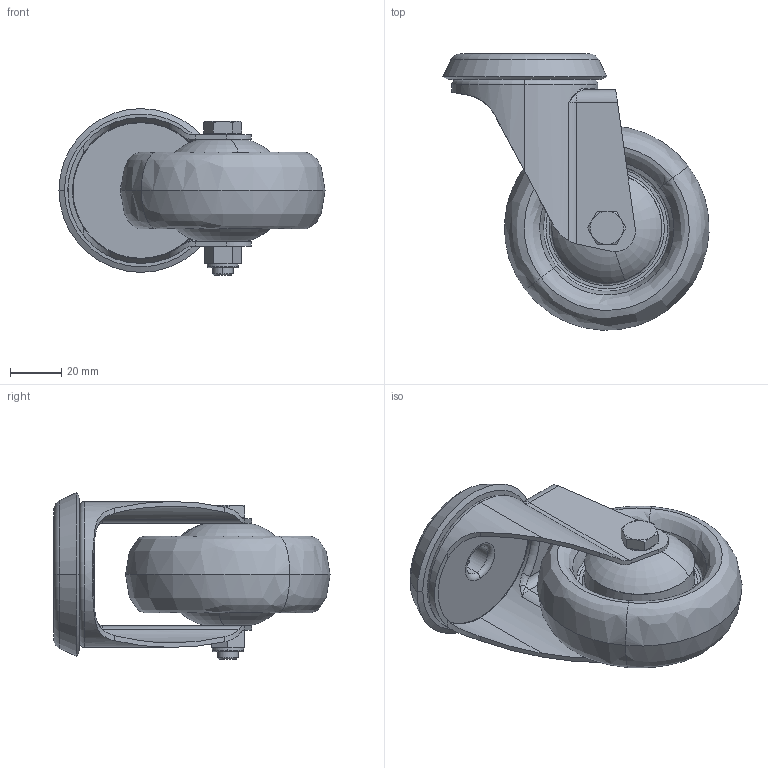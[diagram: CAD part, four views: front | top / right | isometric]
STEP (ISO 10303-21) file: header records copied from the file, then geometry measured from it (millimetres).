
FILE_DESCRIPTION (( 'STEP AP214' ), '1' );
FILE_NAME ('0030137.step', '2022-11-23T09:34:16', ( '' ), ( '' ), 'SwSTEP 2.0', 'SolidWorks 2020', '' );
FILE_SCHEMA (( 'AUTOMOTIVE_DESIGN' ));
Length unit declared in the file: millimetre
Products named in the file (1): 0030137
Bounding box: 103.95 x 107.95 x 65.2 mm (x, y, z)
Volume: 156614.4 mm3; surface area: 69355.5 mm2
Topology: 7 solids, 7 shells, 221 faces, 506 edges, 310 vertices
Faces by surface type: plane 59, cylinder 54, cone 40, bspline 40, torus 28
Entity records: 10186 total; most frequent: CARTESIAN_POINT 2793, DIRECTION 1054, ORIENTED_EDGE 1004, EDGE_CURVE 502, AXIS2_PLACEMENT_3D 454, VERTEX_POINT 310, CIRCLE 272, EDGE_LOOP 252
